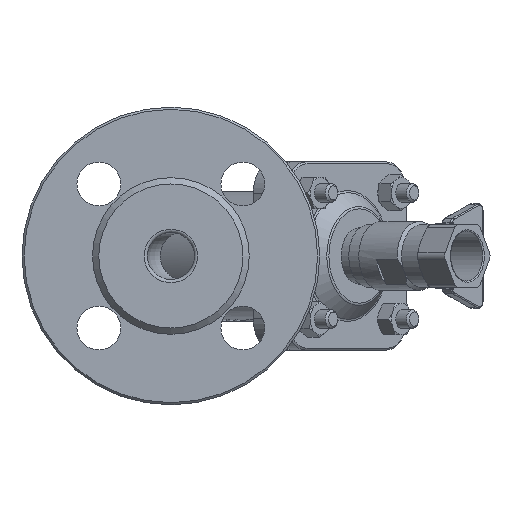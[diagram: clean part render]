
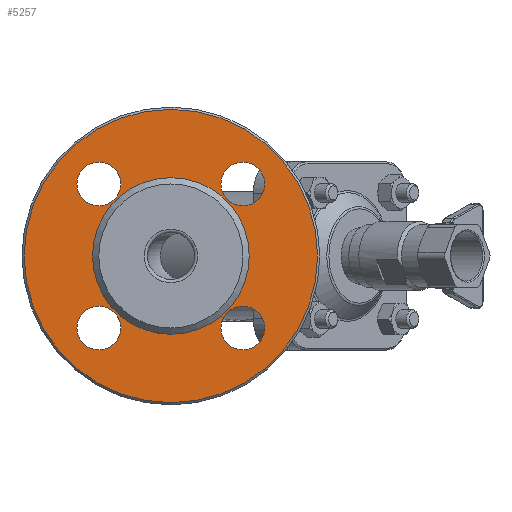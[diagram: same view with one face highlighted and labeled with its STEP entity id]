
A CAD part, left-side view. The second image highlights one B-rep face of the part: STEP entity #5257.
In plain terms, the highlighted planar face has unit normal (-1, 0, 0).
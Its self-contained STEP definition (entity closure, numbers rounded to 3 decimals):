
#161=FACE_BOUND('',#1076,.T.);
#162=FACE_BOUND('',#1077,.T.);
#163=FACE_BOUND('',#1078,.T.);
#164=FACE_BOUND('',#1079,.T.);
#165=FACE_BOUND('',#1080,.T.);
#230=PLANE('',#5745);
#506=CIRCLE('',#5744,25.);
#507=CIRCLE('',#5746,46.8);
#508=CIRCLE('',#5747,7.);
#509=CIRCLE('',#5748,7.);
#510=CIRCLE('',#5749,7.);
#511=CIRCLE('',#5750,7.);
#736=FACE_OUTER_BOUND('',#1075,.T.);
#1075=EDGE_LOOP('',(#3702));
#1076=EDGE_LOOP('',(#3703));
#1077=EDGE_LOOP('',(#3704));
#1078=EDGE_LOOP('',(#3705));
#1079=EDGE_LOOP('',(#3706));
#1080=EDGE_LOOP('',(#3707));
#2233=VERTEX_POINT('',#9237);
#2234=VERTEX_POINT('',#9241);
#2235=VERTEX_POINT('',#9243);
#2236=VERTEX_POINT('',#9245);
#2237=VERTEX_POINT('',#9247);
#2238=VERTEX_POINT('',#9249);
#2781=EDGE_CURVE('',#2233,#2233,#506,.T.);
#2783=EDGE_CURVE('',#2234,#2234,#507,.T.);
#2784=EDGE_CURVE('',#2235,#2235,#508,.T.);
#2785=EDGE_CURVE('',#2236,#2236,#509,.T.);
#2786=EDGE_CURVE('',#2237,#2237,#510,.T.);
#2787=EDGE_CURVE('',#2238,#2238,#511,.T.);
#3702=ORIENTED_EDGE('',*,*,#2783,.F.);
#3703=ORIENTED_EDGE('',*,*,#2784,.T.);
#3704=ORIENTED_EDGE('',*,*,#2785,.T.);
#3705=ORIENTED_EDGE('',*,*,#2786,.T.);
#3706=ORIENTED_EDGE('',*,*,#2787,.T.);
#3707=ORIENTED_EDGE('',*,*,#2781,.F.);
#5257=ADVANCED_FACE('',(#736,#161,#162,#163,#164,#165),#230,.F.);
#5744=AXIS2_PLACEMENT_3D('',#9238,#6525,#6526);
#5745=AXIS2_PLACEMENT_3D('',#9240,#6528,#6529);
#5746=AXIS2_PLACEMENT_3D('',#9242,#6530,#6531);
#5747=AXIS2_PLACEMENT_3D('',#9244,#6532,#6533);
#5748=AXIS2_PLACEMENT_3D('',#9246,#6534,#6535);
#5749=AXIS2_PLACEMENT_3D('',#9248,#6536,#6537);
#5750=AXIS2_PLACEMENT_3D('',#9250,#6538,#6539);
#6525=DIRECTION('center_axis',(-1.,0.,0.));
#6526=DIRECTION('ref_axis',(0.,0.,1.));
#6528=DIRECTION('center_axis',(1.,0.,0.));
#6529=DIRECTION('ref_axis',(0.,0.,-1.));
#6530=DIRECTION('center_axis',(1.,0.,0.));
#6531=DIRECTION('ref_axis',(0.,1.,0.));
#6532=DIRECTION('center_axis',(1.,0.,0.));
#6533=DIRECTION('ref_axis',(0.,-1.,0.));
#6534=DIRECTION('center_axis',(1.,0.,0.));
#6535=DIRECTION('ref_axis',(0.,-1.,0.));
#6536=DIRECTION('center_axis',(1.,0.,0.));
#6537=DIRECTION('ref_axis',(0.,-1.,0.));
#6538=DIRECTION('center_axis',(1.,0.,0.));
#6539=DIRECTION('ref_axis',(0.,-1.,0.));
#9237=CARTESIAN_POINT('',(-114.,0.,-25.));
#9238=CARTESIAN_POINT('Origin',(-114.,0.,0.));
#9240=CARTESIAN_POINT('Origin',(-114.,0.,0.));
#9241=CARTESIAN_POINT('',(-114.,-46.8,0.));
#9242=CARTESIAN_POINT('Origin',(-114.,0.,0.));
#9243=CARTESIAN_POINT('',(-114.,-15.981,-22.981));
#9244=CARTESIAN_POINT('Origin',(-114.,-22.981,-22.981));
#9245=CARTESIAN_POINT('',(-114.,-15.981,22.981));
#9246=CARTESIAN_POINT('Origin',(-114.,-22.981,22.981));
#9247=CARTESIAN_POINT('',(-114.,29.981,22.981));
#9248=CARTESIAN_POINT('Origin',(-114.,22.981,22.981));
#9249=CARTESIAN_POINT('',(-114.,29.981,-22.981));
#9250=CARTESIAN_POINT('Origin',(-114.,22.981,-22.981));
